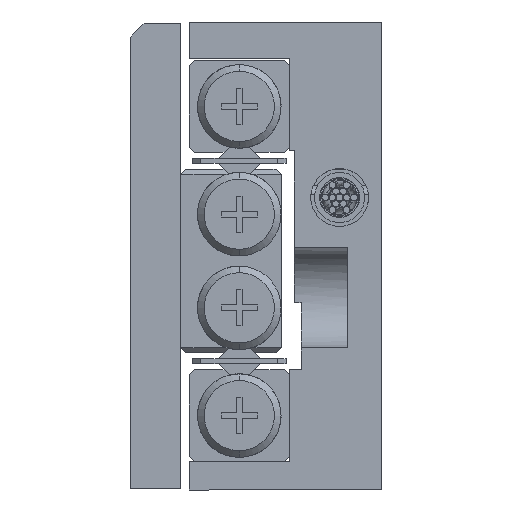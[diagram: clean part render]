
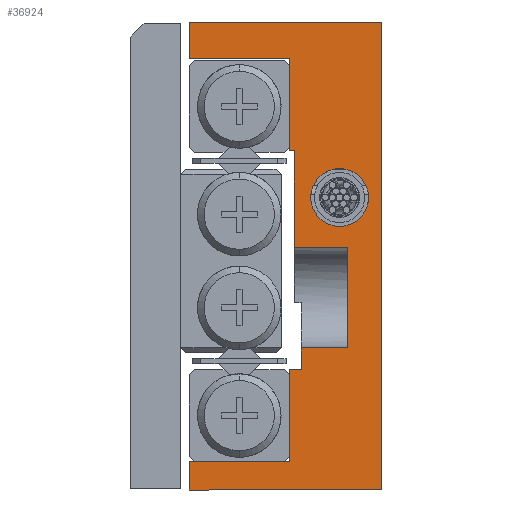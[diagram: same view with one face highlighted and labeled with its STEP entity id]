
A CAD part, left-side view. The second image highlights one B-rep face of the part: STEP entity #36924.
In plain terms, the highlighted planar face has unit normal (-1, 0, 0).
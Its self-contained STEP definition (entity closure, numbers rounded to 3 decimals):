
#1296 = ORIENTED_EDGE ( 'NONE', *, *, #67511, .F. ) ;
#2168 = FACE_BOUND ( 'NONE', #66617, .T. ) ;
#2283 = CARTESIAN_POINT ( 'NONE',  ( -22.5, 5.5, 11.8 ) ) ;
#2319 = CARTESIAN_POINT ( 'NONE',  ( -22.5, 5.2, 6.3 ) ) ;
#3085 = LINE ( 'NONE', #14122, #35234 ) ;
#3122 = LINE ( 'NONE', #43751, #63596 ) ;
#3484 = EDGE_CURVE ( 'NONE', #14066, #57573, #9722, .T. ) ;
#3569 = LINE ( 'NONE', #2283, #60299 ) ;
#4426 = EDGE_CURVE ( 'NONE', #45717, #57264, #39841, .T. ) ;
#4458 = CARTESIAN_POINT ( 'NONE',  ( -22.5, 11.5, -14. ) ) ;
#4559 = VECTOR ( 'NONE', #9974, 1000. ) ;
#4722 = CARTESIAN_POINT ( 'NONE',  ( -22.5, 5.5, 6.3 ) ) ;
#4817 = ORIENTED_EDGE ( 'NONE', *, *, #5329, .F. ) ;
#4958 = DIRECTION ( 'NONE',  ( 0., 1., 0. ) ) ;
#5091 = ORIENTED_EDGE ( 'NONE', *, *, #9315, .F. ) ;
#5295 = CARTESIAN_POINT ( 'NONE',  ( -22.5, 11.5, -14. ) ) ;
#5329 = EDGE_CURVE ( 'NONE', #64144, #29161, #18395, .T. ) ;
#5478 = CARTESIAN_POINT ( 'NONE',  ( -22.5, 4.8, -6.8 ) ) ;
#6449 = DIRECTION ( 'NONE',  ( -1., 0., 0. ) ) ;
#7684 = DIRECTION ( 'NONE',  ( 0., 0., -1. ) ) ;
#7930 = EDGE_CURVE ( 'NONE', #49138, #54852, #3122, .T. ) ;
#8360 = CARTESIAN_POINT ( 'NONE',  ( -22.5, 2., -14. ) ) ;
#8613 = CARTESIAN_POINT ( 'NONE',  ( -22.5, 5.5, -6.8 ) ) ;
#8823 = VERTEX_POINT ( 'NONE', #20907 ) ;
#9315 = EDGE_CURVE ( 'NONE', #29161, #64144, #56226, .T. ) ;
#9722 = LINE ( 'NONE', #46857, #44662 ) ;
#9974 = DIRECTION ( 'NONE',  ( 0., 0., 1. ) ) ;
#10919 = VECTOR ( 'NONE', #22781, 1000. ) ;
#12801 = DIRECTION ( 'NONE',  ( 0., -1., 0. ) ) ;
#13959 = CARTESIAN_POINT ( 'NONE',  ( -22.5, 5.5, 6.3 ) ) ;
#14066 = VERTEX_POINT ( 'NONE', #8613 ) ;
#14122 = CARTESIAN_POINT ( 'NONE',  ( -22.5, 11.5, 14. ) ) ;
#14147 = ORIENTED_EDGE ( 'NONE', *, *, #66859, .T. ) ;
#14563 = CARTESIAN_POINT ( 'NONE',  ( -22.5, 5.5, -14. ) ) ;
#14576 = CARTESIAN_POINT ( 'NONE',  ( -22.5, 2., 0.5 ) ) ;
#15135 = LINE ( 'NONE', #57089, #4559 ) ;
#16269 = DIRECTION ( 'NONE',  ( 0., 1., 0. ) ) ;
#17114 = VERTEX_POINT ( 'NONE', #4722 ) ;
#17813 = DIRECTION ( 'NONE',  ( 0., -1., 0. ) ) ;
#18042 = VERTEX_POINT ( 'NONE', #14576 ) ;
#18395 = CIRCLE ( 'NONE', #27123, 1.727 ) ;
#18486 = EDGE_CURVE ( 'NONE', #57573, #8823, #27891, .T. ) ;
#19274 = CARTESIAN_POINT ( 'NONE',  ( -22.5, 2.5, 3.5 ) ) ;
#19343 = VECTOR ( 'NONE', #40220, 1000. ) ;
#19449 = LINE ( 'NONE', #13959, #26878 ) ;
#19488 = EDGE_CURVE ( 'NONE', #18042, #45717, #25243, .T. ) ;
#20808 = CARTESIAN_POINT ( 'NONE',  ( -22.5, 5.5, 14. ) ) ;
#20907 = CARTESIAN_POINT ( 'NONE',  ( -22.5, 4.8, -5.5 ) ) ;
#21461 = DIRECTION ( 'NONE',  ( 0., 0., -1. ) ) ;
#22261 = EDGE_LOOP ( 'NONE', ( #50592, #47775, #24458, #37732, #30768, #43164, #48828, #64327, #66461, #14147, #1296, #38318, #59901, #39495, #23940, #37885 ) ) ;
#22547 = EDGE_CURVE ( 'NONE', #67038, #30224, #63403, .T. ) ;
#22751 = VECTOR ( 'NONE', #24343, 1000. ) ;
#22781 = DIRECTION ( 'NONE',  ( 0., 0., 1. ) ) ;
#23086 = CARTESIAN_POINT ( 'NONE',  ( -22.5, 5.2, 0.5 ) ) ;
#23516 = EDGE_CURVE ( 'NONE', #45374, #8823, #36195, .T. ) ;
#23940 = ORIENTED_EDGE ( 'NONE', *, *, #42533, .F. ) ;
#24044 = LINE ( 'NONE', #65357, #19343 ) ;
#24166 = PLANE ( 'NONE',  #38747 ) ;
#24343 = DIRECTION ( 'NONE',  ( 0., 0., 1. ) ) ;
#24458 = ORIENTED_EDGE ( 'NONE', *, *, #23516, .T. ) ;
#24829 = EDGE_CURVE ( 'NONE', #18042, #45374, #54456, .T. ) ;
#25243 = LINE ( 'NONE', #55911, #57909 ) ;
#26878 = VECTOR ( 'NONE', #4958, 1000. ) ;
#27123 = AXIS2_PLACEMENT_3D ( 'NONE', #63882, #6449, #32187 ) ;
#27366 = VECTOR ( 'NONE', #67946, 1000. ) ;
#27891 = LINE ( 'NONE', #33048, #29263 ) ;
#28582 = CARTESIAN_POINT ( 'NONE',  ( -22.5, 5.5, -12.3 ) ) ;
#28810 = CARTESIAN_POINT ( 'NONE',  ( -22.5, 11.5, 11.8 ) ) ;
#29161 = VERTEX_POINT ( 'NONE', #54600 ) ;
#29192 = CARTESIAN_POINT ( 'NONE',  ( -22.5, 0., 14. ) ) ;
#29263 = VECTOR ( 'NONE', #59568, 1000. ) ;
#29648 = DIRECTION ( 'NONE',  ( 0., 0., -1. ) ) ;
#29995 = DIRECTION ( 'NONE',  ( 1., 0., 0. ) ) ;
#30224 = VERTEX_POINT ( 'NONE', #48493 ) ;
#30768 = ORIENTED_EDGE ( 'NONE', *, *, #3484, .F. ) ;
#31681 = VECTOR ( 'NONE', #7684, 1000. ) ;
#32187 = DIRECTION ( 'NONE',  ( 0., 0., 1. ) ) ;
#33048 = CARTESIAN_POINT ( 'NONE',  ( -22.5, 4.8, -6.8 ) ) ;
#33821 = VECTOR ( 'NONE', #16269, 1000. ) ;
#34292 = VECTOR ( 'NONE', #21461, 1000. ) ;
#35234 = VECTOR ( 'NONE', #56072, 1000. ) ;
#36195 = LINE ( 'NONE', #62697, #41558 ) ;
#36265 = LINE ( 'NONE', #20808, #27366 ) ;
#36434 = EDGE_CURVE ( 'NONE', #30224, #49138, #42444, .T. ) ;
#36924 = ADVANCED_FACE ( 'NONE', ( #2168, #43118 ), #24166, .F. ) ;
#37209 = LINE ( 'NONE', #59243, #10919 ) ;
#37556 = CARTESIAN_POINT ( 'NONE',  ( -22.5, 5.5, 11.8 ) ) ;
#37732 = ORIENTED_EDGE ( 'NONE', *, *, #18486, .F. ) ;
#37885 = ORIENTED_EDGE ( 'NONE', *, *, #4426, .F. ) ;
#38318 = ORIENTED_EDGE ( 'NONE', *, *, #47722, .T. ) ;
#38747 = AXIS2_PLACEMENT_3D ( 'NONE', #14563, #29995, #29648 ) ;
#39495 = ORIENTED_EDGE ( 'NONE', *, *, #49163, .F. ) ;
#39841 = LINE ( 'NONE', #45708, #22751 ) ;
#40220 = DIRECTION ( 'NONE',  ( 0., 0., 1. ) ) ;
#40918 = DIRECTION ( 'NONE',  ( 0., 0., 1. ) ) ;
#41558 = VECTOR ( 'NONE', #56860, 1000. ) ;
#42444 = LINE ( 'NONE', #5295, #34292 ) ;
#42533 = EDGE_CURVE ( 'NONE', #57264, #17114, #19449, .T. ) ;
#42957 = CARTESIAN_POINT ( 'NONE',  ( -22.5, 11.5, 14. ) ) ;
#43118 = FACE_OUTER_BOUND ( 'NONE', #22261, .T. ) ;
#43164 = ORIENTED_EDGE ( 'NONE', *, *, #62097, .F. ) ;
#43751 = CARTESIAN_POINT ( 'NONE',  ( -22.5, 5.5, -14. ) ) ;
#44662 = VECTOR ( 'NONE', #51329, 1000. ) ;
#45374 = VERTEX_POINT ( 'NONE', #48549 ) ;
#45600 = DIRECTION ( 'NONE',  ( 0., 1., 0. ) ) ;
#45708 = CARTESIAN_POINT ( 'NONE',  ( -22.5, 5.2, 6.3 ) ) ;
#45717 = VERTEX_POINT ( 'NONE', #23086 ) ;
#46857 = CARTESIAN_POINT ( 'NONE',  ( -22.5, 5.5, -6.8 ) ) ;
#47466 = VERTEX_POINT ( 'NONE', #28810 ) ;
#47722 = EDGE_CURVE ( 'NONE', #57601, #47466, #3085, .T. ) ;
#47775 = ORIENTED_EDGE ( 'NONE', *, *, #24829, .T. ) ;
#48493 = CARTESIAN_POINT ( 'NONE',  ( -22.5, 11.5, -12.3 ) ) ;
#48549 = CARTESIAN_POINT ( 'NONE',  ( -22.5, 2., -5.5 ) ) ;
#48828 = ORIENTED_EDGE ( 'NONE', *, *, #22547, .T. ) ;
#49138 = VERTEX_POINT ( 'NONE', #4458 ) ;
#49163 = EDGE_CURVE ( 'NONE', #17114, #53825, #15135, .T. ) ;
#50592 = ORIENTED_EDGE ( 'NONE', *, *, #19488, .F. ) ;
#50723 = AXIS2_PLACEMENT_3D ( 'NONE', #19274, #61222, #40918 ) ;
#51329 = DIRECTION ( 'NONE',  ( 0., -1., 0. ) ) ;
#53065 = CARTESIAN_POINT ( 'NONE',  ( -22.5, 5.5, -12.3 ) ) ;
#53325 = CARTESIAN_POINT ( 'NONE',  ( -22.5, 0., -14. ) ) ;
#53825 = VERTEX_POINT ( 'NONE', #37556 ) ;
#54456 = LINE ( 'NONE', #8360, #31681 ) ;
#54600 = CARTESIAN_POINT ( 'NONE',  ( -22.5, 2.5, 1.773 ) ) ;
#54852 = VERTEX_POINT ( 'NONE', #53325 ) ;
#55911 = CARTESIAN_POINT ( 'NONE',  ( -22.5, -4.5, 0.5 ) ) ;
#55977 = CARTESIAN_POINT ( 'NONE',  ( -22.5, 2.5, 5.227 ) ) ;
#56072 = DIRECTION ( 'NONE',  ( 0., 0., -1. ) ) ;
#56226 = CIRCLE ( 'NONE', #50723, 1.727 ) ;
#56860 = DIRECTION ( 'NONE',  ( 0., 1., 0. ) ) ;
#57089 = CARTESIAN_POINT ( 'NONE',  ( -22.5, 5.5, -14. ) ) ;
#57264 = VERTEX_POINT ( 'NONE', #2319 ) ;
#57573 = VERTEX_POINT ( 'NONE', #5478 ) ;
#57601 = VERTEX_POINT ( 'NONE', #42957 ) ;
#57909 = VECTOR ( 'NONE', #45600, 1000. ) ;
#59243 = CARTESIAN_POINT ( 'NONE',  ( -22.5, 0., -14. ) ) ;
#59568 = DIRECTION ( 'NONE',  ( 0., 0., 1. ) ) ;
#59901 = ORIENTED_EDGE ( 'NONE', *, *, #66097, .T. ) ;
#60299 = VECTOR ( 'NONE', #17813, 1000. ) ;
#61222 = DIRECTION ( 'NONE',  ( -1., 0., 0. ) ) ;
#62097 = EDGE_CURVE ( 'NONE', #67038, #14066, #24044, .T. ) ;
#62122 = VERTEX_POINT ( 'NONE', #29192 ) ;
#62697 = CARTESIAN_POINT ( 'NONE',  ( -22.5, -4.5, -5.5 ) ) ;
#63403 = LINE ( 'NONE', #53065, #33821 ) ;
#63596 = VECTOR ( 'NONE', #12801, 1000. ) ;
#63882 = CARTESIAN_POINT ( 'NONE',  ( -22.5, 2.5, 3.5 ) ) ;
#64144 = VERTEX_POINT ( 'NONE', #55977 ) ;
#64327 = ORIENTED_EDGE ( 'NONE', *, *, #36434, .T. ) ;
#65357 = CARTESIAN_POINT ( 'NONE',  ( -22.5, 5.5, -14. ) ) ;
#66097 = EDGE_CURVE ( 'NONE', #47466, #53825, #3569, .T. ) ;
#66461 = ORIENTED_EDGE ( 'NONE', *, *, #7930, .T. ) ;
#66617 = EDGE_LOOP ( 'NONE', ( #4817, #5091 ) ) ;
#66859 = EDGE_CURVE ( 'NONE', #54852, #62122, #37209, .T. ) ;
#67038 = VERTEX_POINT ( 'NONE', #28582 ) ;
#67511 = EDGE_CURVE ( 'NONE', #57601, #62122, #36265, .T. ) ;
#67946 = DIRECTION ( 'NONE',  ( 0., -1., 0. ) ) ;
